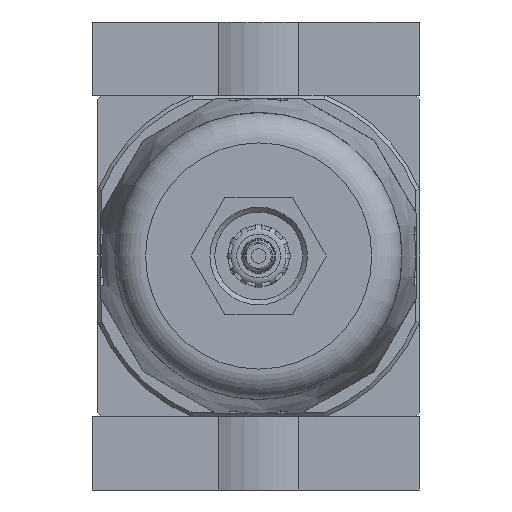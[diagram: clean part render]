
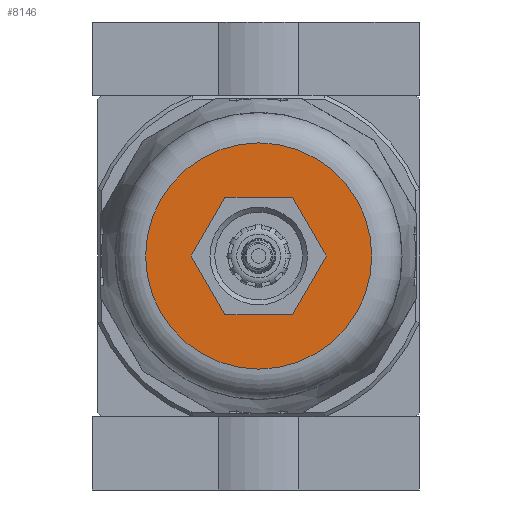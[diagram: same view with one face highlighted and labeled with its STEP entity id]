
A CAD part, front view. The second image highlights one B-rep face of the part: STEP entity #8146.
In plain terms, the highlighted planar face has unit normal (0, -1, 0).
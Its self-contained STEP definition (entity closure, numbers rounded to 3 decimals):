
#330=LINE('',#12045,#772);
#331=LINE('',#12048,#773);
#332=LINE('',#12050,#774);
#333=LINE('',#12052,#775);
#334=LINE('',#12054,#776);
#335=LINE('',#12056,#777);
#772=VECTOR('',#9781,1000.);
#773=VECTOR('',#9782,1000.);
#774=VECTOR('',#9783,1000.);
#775=VECTOR('',#9784,1000.);
#776=VECTOR('',#9785,1000.);
#777=VECTOR('',#9786,1000.);
#1155=PLANE('',#8691);
#1957=ORIENTED_EDGE('',*,*,#3664,.T.);
#1958=ORIENTED_EDGE('',*,*,#3665,.T.);
#1959=ORIENTED_EDGE('',*,*,#3666,.T.);
#1960=ORIENTED_EDGE('',*,*,#3667,.T.);
#1961=ORIENTED_EDGE('',*,*,#3668,.T.);
#1962=ORIENTED_EDGE('',*,*,#3669,.T.);
#1963=ORIENTED_EDGE('',*,*,#3670,.T.);
#3664=EDGE_CURVE('',#4542,#4542,#5111,.T.);
#3665=EDGE_CURVE('',#4543,#4544,#330,.T.);
#3666=EDGE_CURVE('',#4544,#4545,#331,.T.);
#3667=EDGE_CURVE('',#4545,#4546,#332,.T.);
#3668=EDGE_CURVE('',#4546,#4547,#333,.T.);
#3669=EDGE_CURVE('',#4547,#4548,#334,.T.);
#3670=EDGE_CURVE('',#4548,#4543,#335,.T.);
#4542=VERTEX_POINT('',#12044);
#4543=VERTEX_POINT('',#12046);
#4544=VERTEX_POINT('',#12047);
#4545=VERTEX_POINT('',#12049);
#4546=VERTEX_POINT('',#12051);
#4547=VERTEX_POINT('',#12053);
#4548=VERTEX_POINT('',#12055);
#5111=CIRCLE('',#8692,23.2);
#5497=EDGE_LOOP('',(#1957));
#5498=EDGE_LOOP('',(#1958,#1959,#1960,#1961,#1962,#1963));
#6065=FACE_BOUND('',#5497,.T.);
#6066=FACE_BOUND('',#5498,.T.);
#8146=ADVANCED_FACE('',(#6065,#6066),#1155,.F.);
#8691=AXIS2_PLACEMENT_3D('',#12042,#9777,#9778);
#8692=AXIS2_PLACEMENT_3D('',#12043,#9779,#9780);
#9777=DIRECTION('',(0.,1.,0.));
#9778=DIRECTION('',(0.,0.,1.));
#9779=DIRECTION('',(0.,-1.,0.));
#9780=DIRECTION('',(0.,0.,-1.));
#9781=DIRECTION('',(0.,0.,1.));
#9782=DIRECTION('',(0.866,0.,0.5));
#9783=DIRECTION('',(0.866,0.,-0.5));
#9784=DIRECTION('',(0.,0.,-1.));
#9785=DIRECTION('',(-0.866,0.,-0.5));
#9786=DIRECTION('',(-0.866,0.,0.5));
#12042=CARTESIAN_POINT('',(23.2,-165.,0.));
#12043=CARTESIAN_POINT('',(0.,-165.,0.));
#12044=CARTESIAN_POINT('',(0.,-165.,-23.2));
#12045=CARTESIAN_POINT('',(-12.,-165.,-6.928));
#12046=CARTESIAN_POINT('',(-12.,-165.,-6.928));
#12047=CARTESIAN_POINT('',(-12.,-165.,6.928));
#12048=CARTESIAN_POINT('',(-12.,-165.,6.928));
#12049=CARTESIAN_POINT('',(0.,-165.,13.856));
#12050=CARTESIAN_POINT('',(0.,-165.,13.856));
#12051=CARTESIAN_POINT('',(12.,-165.,6.928));
#12052=CARTESIAN_POINT('',(12.,-165.,6.928));
#12053=CARTESIAN_POINT('',(12.,-165.,-6.928));
#12054=CARTESIAN_POINT('',(12.,-165.,-6.928));
#12055=CARTESIAN_POINT('',(0.,-165.,-13.856));
#12056=CARTESIAN_POINT('',(0.,-165.,-13.856));
